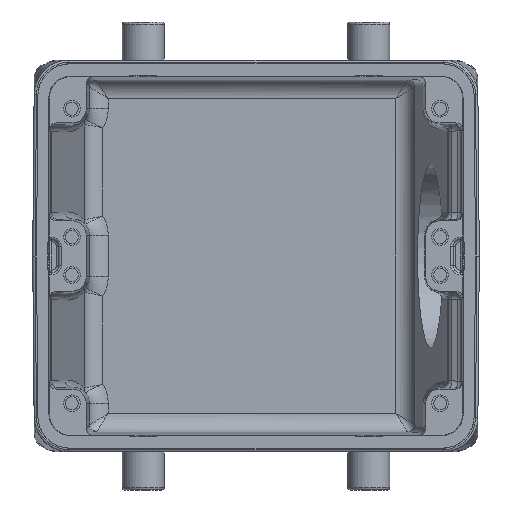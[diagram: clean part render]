
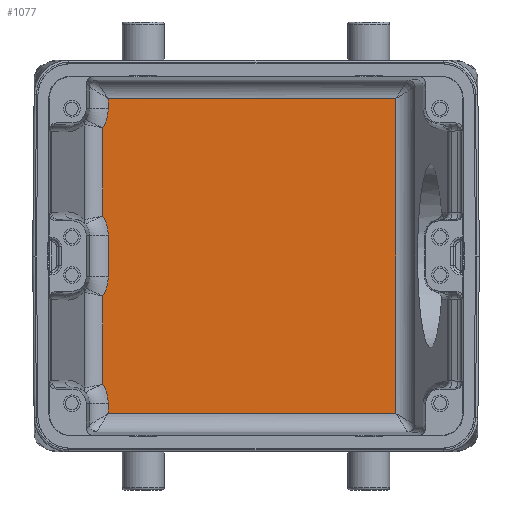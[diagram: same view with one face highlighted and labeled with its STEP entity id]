
A CAD part, front view. The second image highlights one B-rep face of the part: STEP entity #1077.
In plain terms, the highlighted planar face has unit normal (0, -1, 0).
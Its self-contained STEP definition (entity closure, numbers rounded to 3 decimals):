
#491=FACE_OUTER_BOUND('',#2057,.T.);
#1077=ADVANCED_FACE('',(#491),#1455,.F.);
#1455=PLANE('',#8473);
#2057=EDGE_LOOP('',(#4464,#4465,#4466,#4467,#4468,#4469,#4470,#4471,#4472,
#4473,#4474,#4475));
#2582=LINE('',#12100,#3255);
#2603=LINE('',#12437,#3276);
#2619=LINE('',#12699,#3292);
#2621=LINE('',#12812,#3294);
#2622=LINE('',#12942,#3295);
#2625=LINE('',#13062,#3298);
#2627=LINE('',#13186,#3300);
#2628=LINE('',#13190,#3301);
#3255=VECTOR('',#9653,1.);
#3276=VECTOR('',#9746,1.);
#3292=VECTOR('',#9820,1.);
#3294=VECTOR('',#9830,1.);
#3295=VECTOR('',#9833,1.);
#3298=VECTOR('',#9838,1.);
#3300=VECTOR('',#9846,1.);
#3301=VECTOR('',#9851,1.);
#4464=ORIENTED_EDGE('',*,*,#7105,.F.);
#4465=ORIENTED_EDGE('',*,*,#7224,.T.);
#4466=ORIENTED_EDGE('',*,*,#7225,.F.);
#4467=ORIENTED_EDGE('',*,*,#7226,.T.);
#4468=ORIENTED_EDGE('',*,*,#7155,.F.);
#4469=ORIENTED_EDGE('',*,*,#7165,.T.);
#4470=ORIENTED_EDGE('',*,*,#7200,.F.);
#4471=ORIENTED_EDGE('',*,*,#7206,.T.);
#4472=ORIENTED_EDGE('',*,*,#7209,.F.);
#4473=ORIENTED_EDGE('',*,*,#7212,.F.);
#4474=ORIENTED_EDGE('',*,*,#7217,.F.);
#4475=ORIENTED_EDGE('',*,*,#7223,.F.);
#6295=VERTEX_POINT('',#12099);
#6296=VERTEX_POINT('',#12101);
#6333=VERTEX_POINT('',#12438);
#6334=VERTEX_POINT('',#12439);
#6341=VERTEX_POINT('',#12496);
#6362=VERTEX_POINT('',#12700);
#6364=VERTEX_POINT('',#12797);
#6365=VERTEX_POINT('',#12811);
#6366=VERTEX_POINT('',#12941);
#6368=VERTEX_POINT('',#13061);
#6370=VERTEX_POINT('',#13189);
#6371=VERTEX_POINT('',#13191);
#7105=EDGE_CURVE('',#6295,#6296,#2582,.T.);
#7155=EDGE_CURVE('',#6333,#6334,#2603,.T.);
#7165=EDGE_CURVE('',#6333,#6341,#8011,.T.);
#7200=EDGE_CURVE('',#6362,#6341,#2619,.T.);
#7206=EDGE_CURVE('',#6362,#6364,#8020,.T.);
#7209=EDGE_CURVE('',#6365,#6364,#2621,.T.);
#7212=EDGE_CURVE('',#6366,#6365,#2622,.T.);
#7217=EDGE_CURVE('',#6368,#6366,#2625,.T.);
#7223=EDGE_CURVE('',#6296,#6368,#2627,.T.);
#7224=EDGE_CURVE('',#6295,#6370,#8021,.T.);
#7225=EDGE_CURVE('',#6371,#6370,#2628,.T.);
#7226=EDGE_CURVE('',#6371,#6334,#8022,.T.);
#8011=CIRCLE('',#8436,7.646);
#8020=CIRCLE('',#8463,7.646);
#8021=CIRCLE('',#8471,7.646);
#8022=CIRCLE('',#8472,7.646);
#8436=AXIS2_PLACEMENT_3D('',#12553,#9756,#9757);
#8463=AXIS2_PLACEMENT_3D('',#12798,#9825,#9826);
#8471=AXIS2_PLACEMENT_3D('',#13188,#9849,#9850);
#8472=AXIS2_PLACEMENT_3D('',#13192,#9852,#9853);
#8473=AXIS2_PLACEMENT_3D('',#13193,#9854,#9855);
#9653=DIRECTION('',(0.,0.,1.));
#9746=DIRECTION('',(0.,0.,1.));
#9756=DIRECTION('',(0.,1.,0.));
#9757=DIRECTION('',(0.,0.,1.));
#9820=DIRECTION('',(0.,0.,1.));
#9825=DIRECTION('',(0.,1.,0.));
#9826=DIRECTION('',(0.,0.,1.));
#9830=DIRECTION('',(0.,0.,1.));
#9833=DIRECTION('',(-1.,0.,0.));
#9838=DIRECTION('',(0.,0.,-1.));
#9846=DIRECTION('',(1.,0.,0.));
#9849=DIRECTION('',(0.,1.,0.));
#9850=DIRECTION('',(0.,0.,1.));
#9851=DIRECTION('',(0.,0.,1.));
#9852=DIRECTION('',(0.,1.,0.));
#9853=DIRECTION('',(0.,0.,1.));
#9854=DIRECTION('',(0.,1.,0.));
#9855=DIRECTION('',(-1.,0.,0.));
#12099=CARTESIAN_POINT('',(-31.104,40.,31.));
#12100=CARTESIAN_POINT('',(-31.104,40.,31.));
#12101=CARTESIAN_POINT('',(-31.104,40.,33.104));
#12437=CARTESIAN_POINT('',(-31.104,40.,-4.4));
#12438=CARTESIAN_POINT('',(-31.104,40.,-4.4));
#12439=CARTESIAN_POINT('',(-31.104,40.,4.4));
#12496=CARTESIAN_POINT('',(-32.225,40.,-8.385));
#12553=CARTESIAN_POINT('',(-38.75,40.,-4.4));
#12699=CARTESIAN_POINT('',(-32.225,40.,-27.015));
#12700=CARTESIAN_POINT('',(-32.225,40.,-27.015));
#12797=CARTESIAN_POINT('',(-31.104,40.,-31.));
#12798=CARTESIAN_POINT('',(-38.75,40.,-31.));
#12811=CARTESIAN_POINT('',(-31.104,40.,-33.104));
#12812=CARTESIAN_POINT('',(-31.104,40.,-33.104));
#12941=CARTESIAN_POINT('',(29.448,40.,-33.104));
#12942=CARTESIAN_POINT('',(32.925,40.,-33.104));
#13061=CARTESIAN_POINT('',(29.448,40.,33.104));
#13062=CARTESIAN_POINT('',(29.448,40.,-37.75));
#13186=CARTESIAN_POINT('',(35.75,40.,33.104));
#13188=CARTESIAN_POINT('',(-38.75,40.,31.));
#13189=CARTESIAN_POINT('',(-32.225,40.,27.015));
#13190=CARTESIAN_POINT('',(-32.225,40.,8.385));
#13191=CARTESIAN_POINT('',(-32.225,40.,8.385));
#13192=CARTESIAN_POINT('',(-38.75,40.,4.4));
#13193=CARTESIAN_POINT('',(32.925,40.,-37.75));
